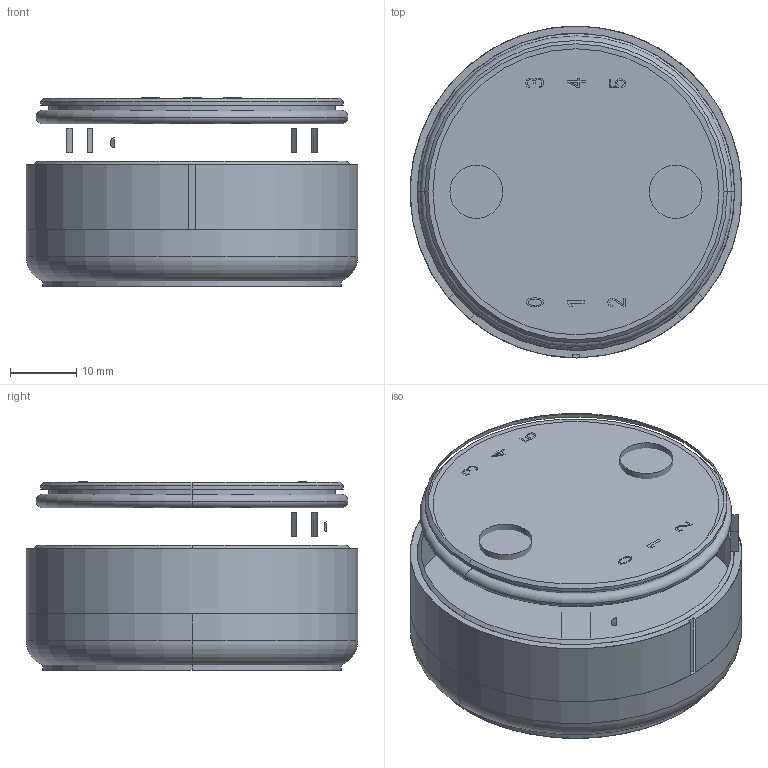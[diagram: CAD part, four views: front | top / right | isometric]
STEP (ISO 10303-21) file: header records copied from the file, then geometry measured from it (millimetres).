
FILE_DESCRIPTION((''),'2;1');
FILE_NAME('VNW-50mm-surfmnt-NPT SS.stp','2012-12-11T09:16:58',(''),(''),'Mechanical Desktop 2011','Mechanical Desktop 2011',', , ');
FILE_SCHEMA(('CONFIG_CONTROL_DESIGN'));
Length unit declared in the file: millimetre
Products named in the file (1): Product
Bounding box: 50 x 50 x 28.4 mm (x, y, z)
Volume: 7852.4 mm3; surface area: 13558 mm2
Topology: 2 solids, 25 shells, 50 faces, 372 edges, 375 vertices
Faces by surface type: bspline 19, cylinder 17, torus 6, plane 4, cone 4
Entity records: 4144 total; most frequent: CARTESIAN_POINT 1964, QUASI_UNIFORM_CURVE 476, PCURVE 261, COMPOSITE_CURVE_SEGMENT 261, DIRECTION 240, ORIENTED_EDGE 116, EDGE_CURVE 104, VERTEX_POINT 100
